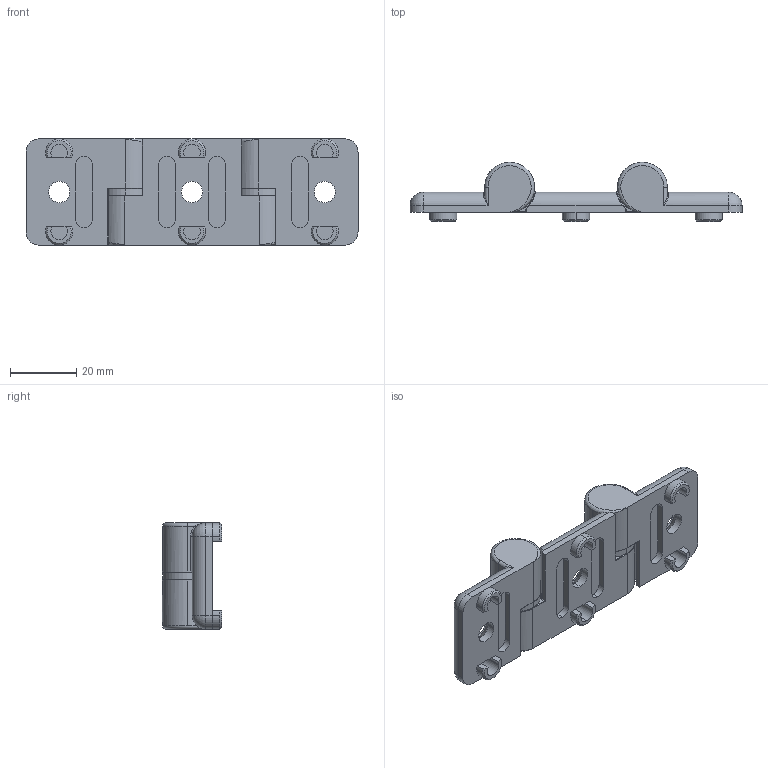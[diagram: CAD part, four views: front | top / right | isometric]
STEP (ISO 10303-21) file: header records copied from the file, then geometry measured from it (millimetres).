
FILE_DESCRIPTION(('STEP AP214'),'1');
FILE_NAME('fath_095020d.stp','2017-09-06T14:25:16',('TraceParts'),('TraceParts S.A.'),'Spatial InterOp 3D',' ',' ');
FILE_SCHEMA(('automotive_design'));
Length unit declared in the file: millimetre
Products named in the file (7): fath_095020d_1; fath_095020d_2; fath_095020d_3; fath_095020d_4; fath_095020d_5; fath_095020d_6; fath_095020d_7
Bounding box: 100 x 17.8 x 32 mm (x, y, z)
Volume: 23095.1 mm3; surface area: 14036.9 mm2
Topology: 7 solids, 7 shells, 279 faces, 680 edges, 413 vertices
Faces by surface type: cylinder 129, plane 84, cone 30, torus 20, bspline 12, sphere 4
Entity records: 11890 total; most frequent: CARTESIAN_POINT 2961, DIRECTION 1439, ORIENTED_EDGE 1336, EDGE_CURVE 668, AXIS2_PLACEMENT_3D 569, VERTEX_POINT 413, LINE 301, VECTOR 301
